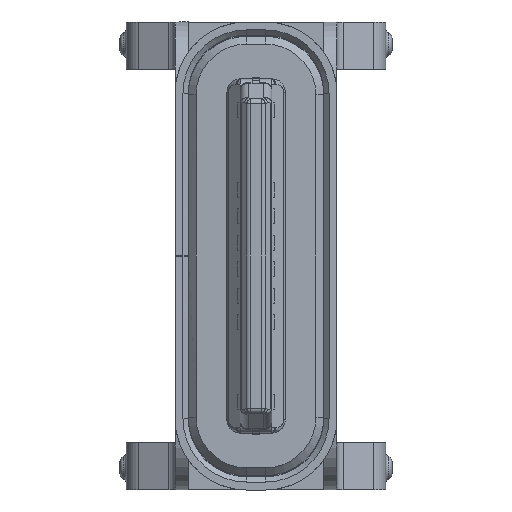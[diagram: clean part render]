
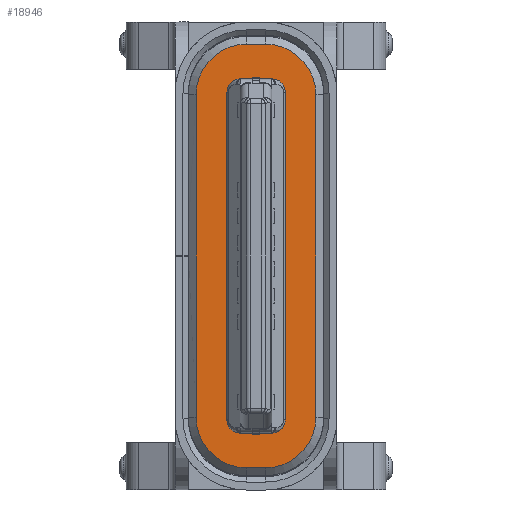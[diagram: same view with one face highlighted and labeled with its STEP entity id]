
A CAD part, front view. The second image highlights one B-rep face of the part: STEP entity #18946.
In plain terms, the highlighted planar face has unit normal (0, -1, 0).
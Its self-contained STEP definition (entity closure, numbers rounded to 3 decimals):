
#6211=DIRECTION('',(-1.,0.,0.));
#6212=VECTOR('',#6211,0.36);
#6213=CARTESIAN_POINT('',(0.18,-1.115,
-4.));
#6214=LINE('',#6213,#6212);
#6215=CARTESIAN_POINT('',(-0.18,-1.115,
-3.05));
#6216=DIRECTION('',(0.,1.,0.));
#6217=DIRECTION('',(0.,0.,-1.));
#6218=AXIS2_PLACEMENT_3D('',#6215,#6216,#6217);
#6220=DIRECTION('',(0.,0.,1.));
#6221=VECTOR('',#6220,6.1);
#6222=CARTESIAN_POINT('',(-1.13,-1.115,
-3.05));
#6223=LINE('',#6222,#6221);
#6224=CARTESIAN_POINT('',(-0.18,-1.115,
3.05));
#6225=DIRECTION('',(0.,1.,0.));
#6226=DIRECTION('',(-1.,0.,0.));
#6227=AXIS2_PLACEMENT_3D('',#6224,#6225,#6226);
#6229=DIRECTION('',(1.,0.,0.));
#6230=VECTOR('',#6229,0.36);
#6231=CARTESIAN_POINT('',(-0.18,-1.115,
4.));
#6232=LINE('',#6231,#6230);
#6233=CARTESIAN_POINT('',(0.18,-1.115,
3.05));
#6234=DIRECTION('',(0.,1.,0.));
#6235=DIRECTION('',(0.,0.,1.));
#6236=AXIS2_PLACEMENT_3D('',#6233,#6234,#6235);
#6238=DIRECTION('',(0.,0.,-1.));
#6239=VECTOR('',#6238,6.1);
#6240=CARTESIAN_POINT('',(1.13,-1.115,3.05));
#6241=LINE('',#6240,#6239);
#6242=CARTESIAN_POINT('',(0.18,-1.115,
-3.05));
#6243=DIRECTION('',(0.,1.,0.));
#6244=DIRECTION('',(1.,0.,0.));
#6245=AXIS2_PLACEMENT_3D('',#6242,#6243,#6244);
#6247=DIRECTION('',(0.,0.,1.));
#6248=VECTOR('',#6247,6.19);
#6249=CARTESIAN_POINT('',(0.551,-1.115,
-3.095));
#6250=LINE('',#6249,#6248);
#6251=CARTESIAN_POINT('',(0.301,-1.115,
3.095));
#6252=DIRECTION('',(0.,-1.,0.));
#6253=DIRECTION('',(1.,0.,0.));
#6254=AXIS2_PLACEMENT_3D('',#6251,#6252,#6253);
#6256=CARTESIAN_POINT('',(-0.299,-1.115,
3.095));
#6257=DIRECTION('',(0.,-1.,0.));
#6258=DIRECTION('',(0.,0.,1.));
#6259=AXIS2_PLACEMENT_3D('',#6256,#6257,#6258);
#6261=CARTESIAN_POINT('',(-0.299,-1.115,
-3.095));
#6262=DIRECTION('',(0.,-1.,0.));
#6263=DIRECTION('',(-1.,0.,0.));
#6264=AXIS2_PLACEMENT_3D('',#6261,#6262,#6263);
#6266=DIRECTION('',(1.,0.,0.));
#6267=VECTOR('',#6266,0.6);
#6268=CARTESIAN_POINT('',(-0.299,-1.115,
-3.345));
#6269=LINE('',#6268,#6267);
#6270=CARTESIAN_POINT('',(0.301,-1.115,
-3.095));
#6271=DIRECTION('',(0.,-1.,0.));
#6272=DIRECTION('',(0.,0.,-1.));
#6273=AXIS2_PLACEMENT_3D('',#6270,#6271,#6272);
#7209=DIRECTION('',(0.,0.,1.));
#7210=VECTOR('',#7209,6.19);
#7211=CARTESIAN_POINT('',(-0.549,-1.115,
-3.095));
#7212=LINE('',#7211,#7210);
#7221=DIRECTION('',(1.,0.,0.));
#7222=VECTOR('',#7221,0.6);
#7223=CARTESIAN_POINT('',(-0.299,-1.115,
3.345));
#7224=LINE('',#7223,#7222);
#9460=CARTESIAN_POINT('',(-1.13,-1.115,
3.05));
#9461=VERTEX_POINT('',#9460);
#9462=CARTESIAN_POINT('',(-1.13,-1.115,
-3.05));
#9463=VERTEX_POINT('',#9462);
#9467=CARTESIAN_POINT('',(-0.18,-1.115,
4.));
#9468=VERTEX_POINT('',#9467);
#9489=CARTESIAN_POINT('',(0.18,-1.115,
-4.));
#9490=VERTEX_POINT('',#9489);
#9491=CARTESIAN_POINT('',(1.13,-1.115,
-3.05));
#9492=VERTEX_POINT('',#9491);
#9493=CARTESIAN_POINT('',(-0.18,-1.115,
-4.));
#9494=VERTEX_POINT('',#9493);
#9495=CARTESIAN_POINT('',(0.18,-1.115,
4.));
#9496=VERTEX_POINT('',#9495);
#9497=CARTESIAN_POINT('',(1.13,-1.115,3.05));
#9498=VERTEX_POINT('',#9497);
#9499=CARTESIAN_POINT('',(0.551,-1.115,
-3.095));
#9500=CARTESIAN_POINT('',(0.551,-1.115,
3.095));
#9501=VERTEX_POINT('',#9499);
#9502=VERTEX_POINT('',#9500);
#9503=CARTESIAN_POINT('',(0.301,-1.115,
3.345));
#9504=VERTEX_POINT('',#9503);
#9505=CARTESIAN_POINT('',(-0.299,-1.115,
3.345));
#9506=VERTEX_POINT('',#9505);
#9507=CARTESIAN_POINT('',(-0.549,-1.115,
3.095));
#9508=VERTEX_POINT('',#9507);
#9509=CARTESIAN_POINT('',(-0.549,-1.115,
-3.095));
#9510=VERTEX_POINT('',#9509);
#9511=CARTESIAN_POINT('',(-0.299,-1.115,
-3.345));
#9512=VERTEX_POINT('',#9511);
#9513=CARTESIAN_POINT('',(0.301,-1.115,
-3.345));
#9514=VERTEX_POINT('',#9513);
#18909=CARTESIAN_POINT('',(-0.549,-1.115,
4.5));
#18910=DIRECTION('',(0.,-1.,0.));
#18911=DIRECTION('',(-1.,0.,0.));
#18912=AXIS2_PLACEMENT_3D('',#18909,#18910,#18911);
#18913=PLANE('',#18912);
#18914=ORIENTED_EDGE('',*,*,#18900,.T.);
#18916=ORIENTED_EDGE('',*,*,#18915,.T.);
#18917=ORIENTED_EDGE('',*,*,#11222,.T.);
#18918=ORIENTED_EDGE('',*,*,#11248,.T.);
#18920=ORIENTED_EDGE('',*,*,#18919,.T.);
#18922=ORIENTED_EDGE('',*,*,#18921,.T.);
#18924=ORIENTED_EDGE('',*,*,#18923,.T.);
#18925=ORIENTED_EDGE('',*,*,#18888,.T.);
#18926=EDGE_LOOP('',(#18914,#18916,#18917,#18918,#18920,#18922,#18924,#18925));
#18927=FACE_OUTER_BOUND('',#18926,.F.);
#18929=ORIENTED_EDGE('',*,*,#18928,.T.);
#18931=ORIENTED_EDGE('',*,*,#18930,.T.);
#18933=ORIENTED_EDGE('',*,*,#18932,.F.);
#18935=ORIENTED_EDGE('',*,*,#18934,.T.);
#18937=ORIENTED_EDGE('',*,*,#18936,.F.);
#18939=ORIENTED_EDGE('',*,*,#18938,.T.);
#18941=ORIENTED_EDGE('',*,*,#18940,.T.);
#18943=ORIENTED_EDGE('',*,*,#18942,.T.);
#18944=EDGE_LOOP('',(#18929,#18931,#18933,#18935,#18937,#18939,#18941,#18943));
#18945=FACE_BOUND('',#18944,.F.);
#6219=CIRCLE('',#6218,0.95);
#6228=CIRCLE('',#6227,0.95);
#6237=CIRCLE('',#6236,0.95);
#6246=CIRCLE('',#6245,0.95);
#6255=CIRCLE('',#6254,0.25);
#6260=CIRCLE('',#6259,0.25);
#6265=CIRCLE('',#6264,0.25);
#6274=CIRCLE('',#6273,0.25);
#11222=EDGE_CURVE('',#9463,#9461,#6223,.T.);
#11248=EDGE_CURVE('',#9461,#9468,#6228,.T.);
#18888=EDGE_CURVE('',#9492,#9490,#6246,.T.);
#18900=EDGE_CURVE('',#9490,#9494,#6214,.T.);
#18915=EDGE_CURVE('',#9494,#9463,#6219,.T.);
#18919=EDGE_CURVE('',#9468,#9496,#6232,.T.);
#18921=EDGE_CURVE('',#9496,#9498,#6237,.T.);
#18923=EDGE_CURVE('',#9498,#9492,#6241,.T.);
#18928=EDGE_CURVE('',#9501,#9502,#6250,.T.);
#18930=EDGE_CURVE('',#9502,#9504,#6255,.T.);
#18932=EDGE_CURVE('',#9506,#9504,#7224,.T.);
#18934=EDGE_CURVE('',#9506,#9508,#6260,.T.);
#18936=EDGE_CURVE('',#9510,#9508,#7212,.T.);
#18938=EDGE_CURVE('',#9510,#9512,#6265,.T.);
#18940=EDGE_CURVE('',#9512,#9514,#6269,.T.);
#18942=EDGE_CURVE('',#9514,#9501,#6274,.T.);
#18946=ADVANCED_FACE('',(#18927,#18945),#18913,.T.);
